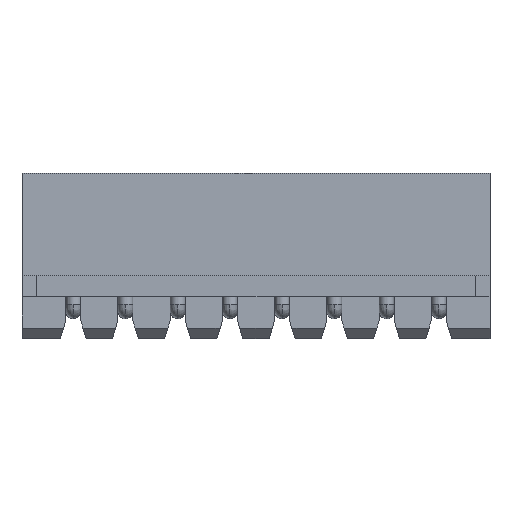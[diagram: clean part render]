
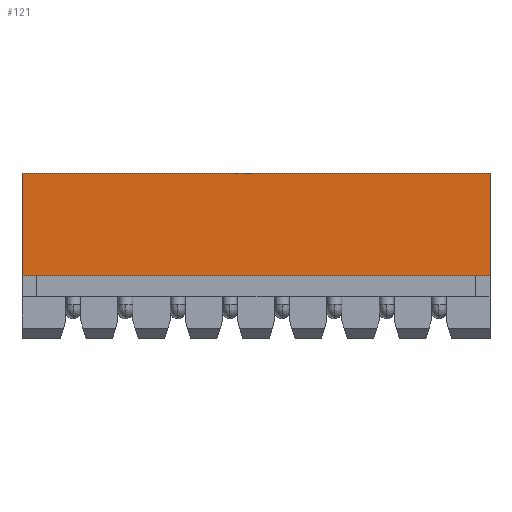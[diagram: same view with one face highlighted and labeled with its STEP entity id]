
A CAD part, top view. The second image highlights one B-rep face of the part: STEP entity #121.
In plain terms, the highlighted planar face has unit normal (0, 0, 1).
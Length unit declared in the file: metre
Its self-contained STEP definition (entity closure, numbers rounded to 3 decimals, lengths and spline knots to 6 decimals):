
#121 = ADVANCED_FACE( '', ( #444 ), #445, .T. );
#444 = FACE_OUTER_BOUND( '', #1354, .T. );
#445 = PLANE( '', #1355 );
#1354 = EDGE_LOOP( '', ( #3456, #3457, #3458, #3459 ) );
#1355 = AXIS2_PLACEMENT_3D( '', #3460, #3461, #3462 );
#3456 = ORIENTED_EDGE( '', *, *, #4826, .T. );
#3457 = ORIENTED_EDGE( '', *, *, #4726, .F. );
#3458 = ORIENTED_EDGE( '', *, *, #4827, .F. );
#3459 = ORIENTED_EDGE( '', *, *, #4828, .T. );
#3460 = CARTESIAN_POINT( '', ( -0.0112, -0.00295, 0.00245 ) );
#3461 = DIRECTION( '', ( 0., 0., 1. ) );
#3462 = DIRECTION( '', ( 1., 0., 0. ) );
#4726 = EDGE_CURVE( '', #5420, #5422, #5423, .T. );
#4826 = EDGE_CURVE( '', #5596, #5422, #5597, .T. );
#4827 = EDGE_CURVE( '', #5598, #5420, #5599, .T. );
#4828 = EDGE_CURVE( '', #5598, #5596, #5600, .T. );
#5420 = VERTEX_POINT( '', #6450 );
#5422 = VERTEX_POINT( '', #6453 );
#5423 = LINE( '', #6454, #6455 );
#5596 = VERTEX_POINT( '', #6700 );
#5597 = LINE( '', #6701, #6702 );
#5598 = VERTEX_POINT( '', #6703 );
#5599 = LINE( '', #6704, #6705 );
#5600 = LINE( '', #6706, #6707 );
#6450 = CARTESIAN_POINT( '', ( -0.0112, 0.00295, 0.00245 ) );
#6453 = CARTESIAN_POINT( '', ( 0.0112, 0.00295, 0.00245 ) );
#6454 = CARTESIAN_POINT( '', ( -0.0112, 0.00295, 0.00245 ) );
#6455 = VECTOR( '', #7509, 1. );
#6700 = CARTESIAN_POINT( '', ( 0.0112, -0.00195, 0.00245 ) );
#6701 = CARTESIAN_POINT( '', ( 0.0112, -0.00195, 0.00245 ) );
#6702 = VECTOR( '', #7663, 1. );
#6703 = CARTESIAN_POINT( '', ( -0.0112, -0.00195, 0.00245 ) );
#6704 = CARTESIAN_POINT( '', ( -0.0112, -0.00195, 0.00245 ) );
#6705 = VECTOR( '', #7664, 1. );
#6706 = CARTESIAN_POINT( '', ( -0.0112, -0.00195, 0.00245 ) );
#6707 = VECTOR( '', #7665, 1. );
#7509 = DIRECTION( '', ( 1., 0., 0. ) );
#7663 = DIRECTION( '', ( 0., 1., 0. ) );
#7664 = DIRECTION( '', ( 0., 1., 0. ) );
#7665 = DIRECTION( '', ( 1., 0., 0. ) );
